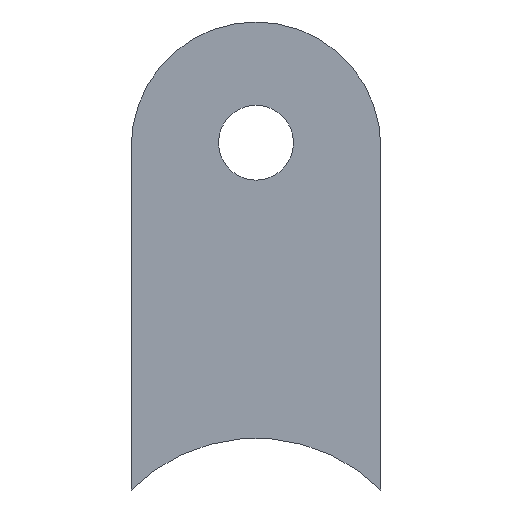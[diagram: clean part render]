
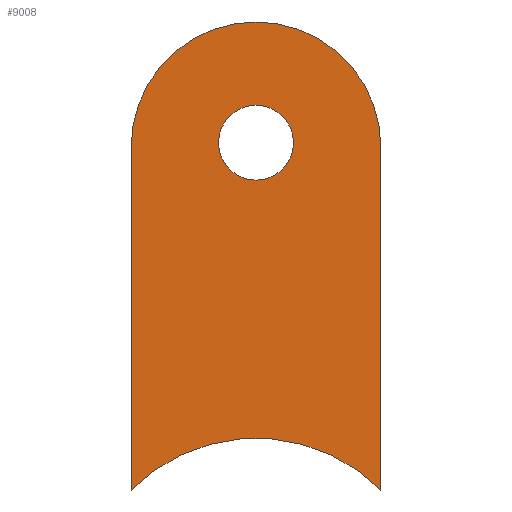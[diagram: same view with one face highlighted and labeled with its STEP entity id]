
A CAD part, left-side view. The second image highlights one B-rep face of the part: STEP entity #9008.
In plain terms, the highlighted planar face has unit normal (-1, 0, 0).
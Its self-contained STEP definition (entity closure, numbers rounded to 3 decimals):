
#392 = CIRCLE ( 'NONE', #8491, 21.2 ) ;
#484 = DIRECTION ( 'NONE',  ( 0., 0., 1. ) ) ;
#713 = CIRCLE ( 'NONE', #2419, 4.5 ) ;
#714 = EDGE_CURVE ( 'NONE', #8419, #6955, #4306, .T. ) ;
#1312 = CIRCLE ( 'NONE', #11796, 15. ) ;
#1766 = CARTESIAN_POINT ( 'NONE',  ( -2., 15., 35. ) ) ;
#1778 = DIRECTION ( 'NONE',  ( -1., 0., 0. ) ) ;
#2128 = EDGE_CURVE ( 'NONE', #6955, #8419, #713, .T. ) ;
#2285 = PLANE ( 'NONE',  #4472 ) ;
#2290 = DIRECTION ( 'NONE',  ( 1., 0., 0. ) ) ;
#2419 = AXIS2_PLACEMENT_3D ( 'NONE', #7523, #8424, #11153 ) ;
#2781 = DIRECTION ( 'NONE',  ( 1., 0., 0. ) ) ;
#3121 = ORIENTED_EDGE ( 'NONE', *, *, #2128, .T. ) ;
#3469 = EDGE_CURVE ( 'NONE', #3927, #11256, #1312, .T. ) ;
#3471 = CARTESIAN_POINT ( 'NONE',  ( -2., 0., 50. ) ) ;
#3613 = EDGE_LOOP ( 'NONE', ( #5232, #3121 ) ) ;
#3927 = VERTEX_POINT ( 'NONE', #5370 ) ;
#4206 = DIRECTION ( 'NONE',  ( -1., 0., 0. ) ) ;
#4306 = CIRCLE ( 'NONE', #11604, 4.5 ) ;
#4343 = EDGE_CURVE ( 'NONE', #7657, #3927, #6475, .T. ) ;
#4472 = AXIS2_PLACEMENT_3D ( 'NONE', #9798, #4206, #10732 ) ;
#4748 = DIRECTION ( 'NONE',  ( 0., 0., -1. ) ) ;
#5022 = ORIENTED_EDGE ( 'NONE', *, *, #4343, .T. ) ;
#5232 = ORIENTED_EDGE ( 'NONE', *, *, #714, .T. ) ;
#5370 = CARTESIAN_POINT ( 'NONE',  ( -2., -15., 35. ) ) ;
#5780 = CARTESIAN_POINT ( 'NONE',  ( -2., 0., 35. ) ) ;
#5835 = ORIENTED_EDGE ( 'NONE', *, *, #6394, .T. ) ;
#6169 = CIRCLE ( 'NONE', #11398, 15. ) ;
#6252 = CARTESIAN_POINT ( 'NONE',  ( -2., -15., 0. ) ) ;
#6253 = ORIENTED_EDGE ( 'NONE', *, *, #7830, .T. ) ;
#6394 = EDGE_CURVE ( 'NONE', #11256, #11778, #6169, .T. ) ;
#6414 = DIRECTION ( 'NONE',  ( 0., 0., -1. ) ) ;
#6475 = LINE ( 'NONE', #6252, #7059 ) ;
#6542 = CARTESIAN_POINT ( 'NONE',  ( -2., 0., 35. ) ) ;
#6555 = ORIENTED_EDGE ( 'NONE', *, *, #3469, .T. ) ;
#6955 = VERTEX_POINT ( 'NONE', #10770 ) ;
#7048 = FACE_BOUND ( 'NONE', #3613, .T. ) ;
#7059 = VECTOR ( 'NONE', #484, 1000. ) ;
#7101 = CARTESIAN_POINT ( 'NONE',  ( -2., 0., -21.2 ) ) ;
#7227 = CARTESIAN_POINT ( 'NONE',  ( -2., 0., 31. ) ) ;
#7425 = DIRECTION ( 'NONE',  ( 0., 0., 1. ) ) ;
#7470 = VECTOR ( 'NONE', #6414, 1000. ) ;
#7491 = ORIENTED_EDGE ( 'NONE', *, *, #8136, .T. ) ;
#7523 = CARTESIAN_POINT ( 'NONE',  ( -2., 0., 35.5 ) ) ;
#7657 = VERTEX_POINT ( 'NONE', #9325 ) ;
#7775 = LINE ( 'NONE', #1766, #7470 ) ;
#7830 = EDGE_CURVE ( 'NONE', #10918, #7657, #392, .T. ) ;
#8136 = EDGE_CURVE ( 'NONE', #11778, #10918, #7775, .T. ) ;
#8248 = EDGE_LOOP ( 'NONE', ( #6253, #5022, #6555, #5835, #7491 ) ) ;
#8419 = VERTEX_POINT ( 'NONE', #7227 ) ;
#8424 = DIRECTION ( 'NONE',  ( 1., 0., 0. ) ) ;
#8491 = AXIS2_PLACEMENT_3D ( 'NONE', #7101, #2290, #8949 ) ;
#8949 = DIRECTION ( 'NONE',  ( 0., 0., -1. ) ) ;
#9008 = ADVANCED_FACE ( 'NONE', ( #9514, #7048 ), #2285, .T. ) ;
#9325 = CARTESIAN_POINT ( 'NONE',  ( -2., -15., -6.219 ) ) ;
#9343 = DIRECTION ( 'NONE',  ( -1., 0., 0. ) ) ;
#9385 = DIRECTION ( 'NONE',  ( 0., 0., 1. ) ) ;
#9514 = FACE_OUTER_BOUND ( 'NONE', #8248, .T. ) ;
#9798 = CARTESIAN_POINT ( 'NONE',  ( -2., 0., 35. ) ) ;
#10732 = DIRECTION ( 'NONE',  ( 0., 0., 1. ) ) ;
#10770 = CARTESIAN_POINT ( 'NONE',  ( -2., 0., 40. ) ) ;
#10918 = VERTEX_POINT ( 'NONE', #11940 ) ;
#11139 = CARTESIAN_POINT ( 'NONE',  ( -2., 15., 35. ) ) ;
#11153 = DIRECTION ( 'NONE',  ( 0., 0., -1. ) ) ;
#11179 = CARTESIAN_POINT ( 'NONE',  ( -2., 0., 35.5 ) ) ;
#11256 = VERTEX_POINT ( 'NONE', #3471 ) ;
#11398 = AXIS2_PLACEMENT_3D ( 'NONE', #5780, #1778, #7425 ) ;
#11604 = AXIS2_PLACEMENT_3D ( 'NONE', #11179, #2781, #4748 ) ;
#11778 = VERTEX_POINT ( 'NONE', #11139 ) ;
#11796 = AXIS2_PLACEMENT_3D ( 'NONE', #6542, #9343, #9385 ) ;
#11940 = CARTESIAN_POINT ( 'NONE',  ( -2., 15., -6.219 ) ) ;
